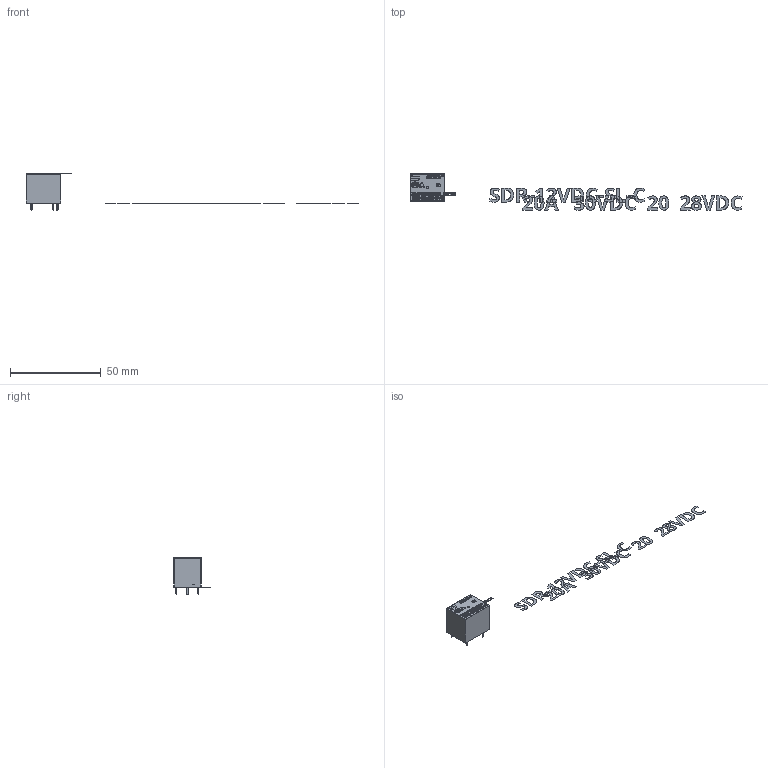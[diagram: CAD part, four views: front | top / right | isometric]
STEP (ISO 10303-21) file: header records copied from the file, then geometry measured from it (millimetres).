
FILE_DESCRIPTION(('FreeCAD Model'),'2;1');
FILE_NAME('SRD-12VDC-SL-C--3DModel-STEP-184599.STEP','2020-08-01T19:25:51',( 'Author'),(''),'Open CASCADE STEP processor 7.3','FreeCAD','Unknown' );
FILE_SCHEMA(('AUTOMOTIVE_DESIGN { 1 0 10303 214 1 1 1 1 }'));
Length unit declared in the file: millimetre
Products named in the file (23): PinCom; Pin003; Triangle001_(Solid); Ovale; CQC; SONGLE; Box; SRD; Logo2; Pin004; Triangle002_(Solid); Logo3; L; Logo1; ShapeString; R; PinNC; PinNO; Scale; Scale002; ShapeString001; Scale001; Scale003
Bounding box: 182.52 x 19.91 x 20.18 mm (x, y, z)
Volume: 4571.9 mm3; surface area: 2463.9 mm2
Topology: 11 solids, 125 shells, 318 faces, 2739 edges, 3801 vertices
Faces by surface type: plane 261, bspline 30, cylinder 18, sphere 7, torus 2
Full cylindrical faces by diameter (mm): 1 x2
Entity records: 46043 total; most frequent: CARTESIAN_POINT 16205, B_SPLINE_CURVE_WITH_KNOTS 3172, DIRECTION 2930, ORIENTED_EDGE 2754, PCURVE 2754, DEFINITIONAL_REPRESENTATION 2754, EDGE_CURVE 2320, SURFACE_CURVE 2316
